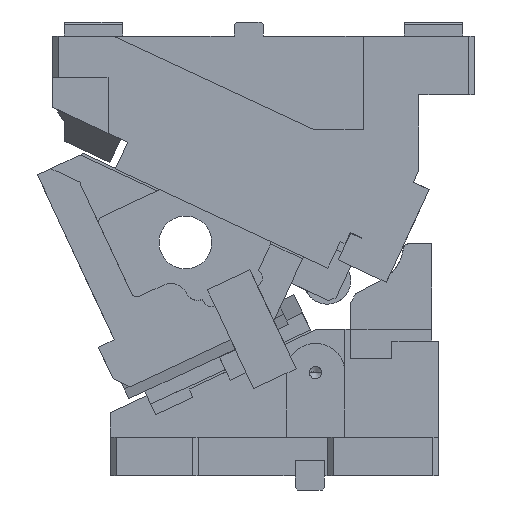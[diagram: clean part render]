
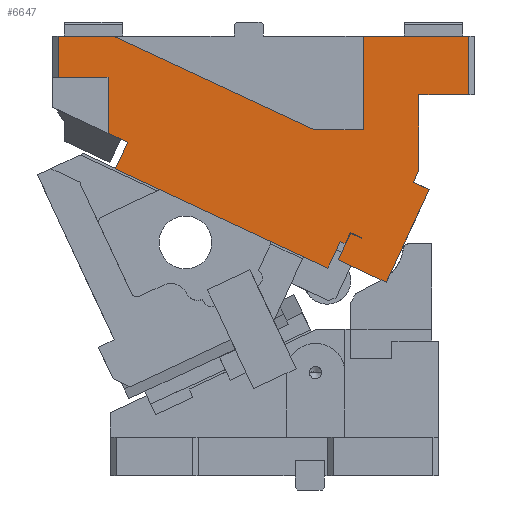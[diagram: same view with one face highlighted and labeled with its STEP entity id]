
A CAD part, left-side view. The second image highlights one B-rep face of the part: STEP entity #6647.
In plain terms, the highlighted planar face has unit normal (-1, 0, 0).
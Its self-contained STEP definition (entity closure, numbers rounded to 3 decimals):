
#1723=CARTESIAN_POINT('Line Origine',(-50.317,4049.194,-86.675)) ;
#1727=CARTESIAN_POINT('Vertex',(-50.317,4057.619,-82.747)) ;
#1729=CARTESIAN_POINT('Vertex',(-50.317,4040.77,-90.604)) ;
#2286=CARTESIAN_POINT('Vertex',(-50.317,4100.119,0.)) ;
#2289=CARTESIAN_POINT('Line Origine',(-50.317,4076.496,0.)) ;
#2293=CARTESIAN_POINT('Vertex',(-50.317,4052.873,0.)) ;
#2883=CARTESIAN_POINT('Vertex',(-50.317,3750.119,-50.)) ;
#2886=CARTESIAN_POINT('Line Origine',(-50.317,3771.369,-50.)) ;
#2890=CARTESIAN_POINT('Vertex',(-50.317,3792.619,-50.)) ;
#3163=CARTESIAN_POINT('Line Origine',(-50.317,3792.619,-82.249)) ;
#3167=CARTESIAN_POINT('Vertex',(-50.317,3792.619,-114.499)) ;
#3299=CARTESIAN_POINT('Line Origine',(-50.317,3794.989,-119.582)) ;
#3303=CARTESIAN_POINT('Vertex',(-50.317,3797.359,-124.665)) ;
#3338=CARTESIAN_POINT('Line Origine',(-50.317,3790.562,-127.835)) ;
#3342=CARTESIAN_POINT('Vertex',(-50.317,3783.764,-131.004)) ;
#3481=CARTESIAN_POINT('Vertex',(-50.317,4057.619,-35.)) ;
#3489=CARTESIAN_POINT('Line Origine',(-50.317,4057.619,-58.874)) ;
#3575=CARTESIAN_POINT('Vertex',(-50.317,4051.335,-113.261)) ;
#3578=CARTESIAN_POINT('Line Origine',(-50.317,4046.053,-101.933)) ;
#3944=CARTESIAN_POINT('Vertex',(-50.317,4100.119,-35.)) ;
#3947=CARTESIAN_POINT('Line Origine',(-50.317,4100.119,-17.5)) ;
#3971=CARTESIAN_POINT('Line Origine',(-50.317,3967.093,-40.)) ;
#3975=CARTESIAN_POINT('Vertex',(-50.317,3881.312,-80.)) ;
#4742=CARTESIAN_POINT('Vertex',(-50.317,3750.119,0.)) ;
#4745=CARTESIAN_POINT('Line Origine',(-50.317,3750.119,-25.)) ;
#5034=CARTESIAN_POINT('Vertex',(-50.317,3841.688,-172.404)) ;
#5037=CARTESIAN_POINT('Line Origine',(-50.317,3841.582,-172.177)) ;
#5041=CARTESIAN_POINT('Vertex',(-50.317,3841.476,-171.95)) ;
#5077=CARTESIAN_POINT('Line Origine',(-50.317,3846.234,-169.732)) ;
#5081=CARTESIAN_POINT('Vertex',(-50.317,3850.993,-167.513)) ;
#5108=CARTESIAN_POINT('Line Origine',(-50.317,3853.211,-172.271)) ;
#5112=CARTESIAN_POINT('Vertex',(-50.317,3855.43,-177.029)) ;
#5137=CARTESIAN_POINT('Line Origine',(-50.317,3857.469,-176.078)) ;
#5141=CARTESIAN_POINT('Vertex',(-50.317,3859.508,-175.127)) ;
#5160=CARTESIAN_POINT('Vertex',(-50.317,3870.074,-197.785)) ;
#5170=CARTESIAN_POINT('Line Origine',(-50.317,3864.791,-186.456)) ;
#5224=CARTESIAN_POINT('Line Origine',(-50.317,3802.148,-170.429)) ;
#5228=CARTESIAN_POINT('Vertex',(-50.317,3820.532,-209.853)) ;
#5367=CARTESIAN_POINT('Line Origine',(-50.317,3840.924,-200.344)) ;
#5371=CARTESIAN_POINT('Vertex',(-50.317,3861.316,-190.835)) ;
#5398=CARTESIAN_POINT('Line Origine',(-50.317,3856.033,-179.506)) ;
#5402=CARTESIAN_POINT('Vertex',(-50.317,3850.751,-168.177)) ;
#5434=CARTESIAN_POINT('Line Origine',(-50.317,3846.219,-170.291)) ;
#5446=CARTESIAN_POINT('Line Origine',(-50.317,3960.705,-155.523)) ;
#5463=CARTESIAN_POINT('Line Origine',(-50.317,4078.869,-35.)) ;
#5541=CARTESIAN_POINT('Line Origine',(-50.317,3860.715,-80.)) ;
#5545=CARTESIAN_POINT('Vertex',(-50.317,3840.119,-80.)) ;
#5565=CARTESIAN_POINT('Line Origine',(-50.317,3840.119,-40.)) ;
#5569=CARTESIAN_POINT('Vertex',(-50.317,3840.119,0.)) ;
#5622=CARTESIAN_POINT('Line Origine',(-50.317,3795.119,0.)) ;
#6615=CARTESIAN_POINT('Axis2P3D Location',(-50.317,3931.538,-76.944)) ;
#1724=DIRECTION('Vector Direction',(0.,-0.906,-0.423)) ;
#2290=DIRECTION('Vector Direction',(0.,-1.,0.)) ;
#2887=DIRECTION('Vector Direction',(0.,1.,0.)) ;
#3164=DIRECTION('Vector Direction',(0.,0.,-1.)) ;
#3300=DIRECTION('Vector Direction',(0.,-0.423,0.906)) ;
#3339=DIRECTION('Vector Direction',(0.,0.906,0.423)) ;
#3490=DIRECTION('Vector Direction',(0.,0.,-1.)) ;
#3579=DIRECTION('Vector Direction',(0.,-0.423,0.906)) ;
#3948=DIRECTION('Vector Direction',(0.,0.,1.)) ;
#3972=DIRECTION('Vector Direction',(0.,0.906,0.423)) ;
#4746=DIRECTION('Vector Direction',(0.,0.,-1.)) ;
#5038=DIRECTION('Vector Direction',(0.,0.423,-0.906)) ;
#5078=DIRECTION('Vector Direction',(0.,-0.906,-0.423)) ;
#5109=DIRECTION('Vector Direction',(0.,-0.423,0.906)) ;
#5138=DIRECTION('Vector Direction',(0.,-0.906,-0.423)) ;
#5171=DIRECTION('Vector Direction',(0.,-0.423,0.906)) ;
#5225=DIRECTION('Vector Direction',(0.,0.423,-0.906)) ;
#5368=DIRECTION('Vector Direction',(0.,-0.906,-0.423)) ;
#5399=DIRECTION('Vector Direction',(0.,-0.423,0.906)) ;
#5435=DIRECTION('Vector Direction',(0.,-0.906,-0.423)) ;
#5447=DIRECTION('Vector Direction',(0.,-0.906,-0.423)) ;
#5464=DIRECTION('Vector Direction',(0.,-1.,0.)) ;
#5542=DIRECTION('Vector Direction',(0.,1.,0.)) ;
#5566=DIRECTION('Vector Direction',(0.,0.,-1.)) ;
#5623=DIRECTION('Vector Direction',(0.,-1.,0.)) ;
#6616=DIRECTION('Axis2P3D Direction',(1.,0.,0.)) ;
#6617=DIRECTION('Axis2P3D XDirection',(0.,1.,0.)) ;
#6618=AXIS2_PLACEMENT_3D('Plane Axis2P3D',#6615,#6616,#6617) ;
#6621=ORIENTED_EDGE('',*,*,#3305,.T.) ;
#6622=ORIENTED_EDGE('',*,*,#3169,.F.) ;
#6623=ORIENTED_EDGE('',*,*,#2892,.F.) ;
#6624=ORIENTED_EDGE('',*,*,#4749,.F.) ;
#6625=ORIENTED_EDGE('',*,*,#5626,.F.) ;
#6626=ORIENTED_EDGE('',*,*,#5571,.T.) ;
#6627=ORIENTED_EDGE('',*,*,#5547,.T.) ;
#6628=ORIENTED_EDGE('',*,*,#3977,.T.) ;
#6629=ORIENTED_EDGE('',*,*,#2295,.F.) ;
#6630=ORIENTED_EDGE('',*,*,#3951,.F.) ;
#6631=ORIENTED_EDGE('',*,*,#5467,.T.) ;
#6632=ORIENTED_EDGE('',*,*,#3493,.T.) ;
#6633=ORIENTED_EDGE('',*,*,#1731,.T.) ;
#6634=ORIENTED_EDGE('',*,*,#3582,.F.) ;
#6635=ORIENTED_EDGE('',*,*,#5450,.T.) ;
#6636=ORIENTED_EDGE('',*,*,#5174,.T.) ;
#6637=ORIENTED_EDGE('',*,*,#5143,.T.) ;
#6638=ORIENTED_EDGE('',*,*,#5114,.T.) ;
#6639=ORIENTED_EDGE('',*,*,#5083,.T.) ;
#6640=ORIENTED_EDGE('',*,*,#5043,.T.) ;
#6641=ORIENTED_EDGE('',*,*,#5438,.F.) ;
#6642=ORIENTED_EDGE('',*,*,#5404,.F.) ;
#6643=ORIENTED_EDGE('',*,*,#5373,.T.) ;
#6644=ORIENTED_EDGE('',*,*,#5230,.F.) ;
#6645=ORIENTED_EDGE('',*,*,#3344,.T.) ;
#1725=VECTOR('Line Direction',#1724,1.) ;
#2291=VECTOR('Line Direction',#2290,1.) ;
#2888=VECTOR('Line Direction',#2887,1.) ;
#3165=VECTOR('Line Direction',#3164,1.) ;
#3301=VECTOR('Line Direction',#3300,1.) ;
#3340=VECTOR('Line Direction',#3339,1.) ;
#3491=VECTOR('Line Direction',#3490,1.) ;
#3580=VECTOR('Line Direction',#3579,1.) ;
#3949=VECTOR('Line Direction',#3948,1.) ;
#3973=VECTOR('Line Direction',#3972,1.) ;
#4747=VECTOR('Line Direction',#4746,1.) ;
#5039=VECTOR('Line Direction',#5038,1.) ;
#5079=VECTOR('Line Direction',#5078,1.) ;
#5110=VECTOR('Line Direction',#5109,1.) ;
#5139=VECTOR('Line Direction',#5138,1.) ;
#5172=VECTOR('Line Direction',#5171,1.) ;
#5226=VECTOR('Line Direction',#5225,1.) ;
#5369=VECTOR('Line Direction',#5368,1.) ;
#5400=VECTOR('Line Direction',#5399,1.) ;
#5436=VECTOR('Line Direction',#5435,1.) ;
#5448=VECTOR('Line Direction',#5447,1.) ;
#5465=VECTOR('Line Direction',#5464,1.) ;
#5543=VECTOR('Line Direction',#5542,1.) ;
#5567=VECTOR('Line Direction',#5566,1.) ;
#5624=VECTOR('Line Direction',#5623,1.) ;
#6647=ADVANCED_FACE('CAM HOLDER',(#6646),#6619,.F.) ;
#1731=EDGE_CURVE('',#1728,#1730,#1726,.T.) ;
#2295=EDGE_CURVE('',#2287,#2294,#2292,.T.) ;
#2892=EDGE_CURVE('',#2884,#2891,#2889,.T.) ;
#3169=EDGE_CURVE('',#2891,#3168,#3166,.T.) ;
#3305=EDGE_CURVE('',#3304,#3168,#3302,.T.) ;
#3344=EDGE_CURVE('',#3343,#3304,#3341,.T.) ;
#3493=EDGE_CURVE('',#3482,#1728,#3492,.T.) ;
#3582=EDGE_CURVE('',#3576,#1730,#3581,.T.) ;
#3951=EDGE_CURVE('',#3945,#2287,#3950,.T.) ;
#3977=EDGE_CURVE('',#3976,#2294,#3974,.T.) ;
#4749=EDGE_CURVE('',#4743,#2884,#4748,.T.) ;
#5043=EDGE_CURVE('',#5042,#5035,#5040,.T.) ;
#5083=EDGE_CURVE('',#5082,#5042,#5080,.T.) ;
#5114=EDGE_CURVE('',#5113,#5082,#5111,.T.) ;
#5143=EDGE_CURVE('',#5142,#5113,#5140,.T.) ;
#5174=EDGE_CURVE('',#5161,#5142,#5173,.T.) ;
#5230=EDGE_CURVE('',#3343,#5229,#5227,.T.) ;
#5373=EDGE_CURVE('',#5372,#5229,#5370,.T.) ;
#5404=EDGE_CURVE('',#5372,#5403,#5401,.T.) ;
#5438=EDGE_CURVE('',#5403,#5035,#5437,.T.) ;
#5450=EDGE_CURVE('',#3576,#5161,#5449,.T.) ;
#5467=EDGE_CURVE('',#3945,#3482,#5466,.T.) ;
#5547=EDGE_CURVE('',#5546,#3976,#5544,.T.) ;
#5571=EDGE_CURVE('',#5570,#5546,#5568,.T.) ;
#5626=EDGE_CURVE('',#5570,#4743,#5625,.T.) ;
#6620=EDGE_LOOP('',(#6621,#6622,#6623,#6624,#6625,#6626,#6627,#6628,#6629,#6630,#6631,#6632,#6633,#6634,#6635,#6636,#6637,#6638,#6639,#6640,#6641,#6642,#6643,#6644,#6645)) ;
#6646=FACE_OUTER_BOUND('',#6620,.T.) ;
#1726=LINE('Line',#1723,#1725) ;
#2292=LINE('Line',#2289,#2291) ;
#2889=LINE('Line',#2886,#2888) ;
#3166=LINE('Line',#3163,#3165) ;
#3302=LINE('Line',#3299,#3301) ;
#3341=LINE('Line',#3338,#3340) ;
#3492=LINE('Line',#3489,#3491) ;
#3581=LINE('Line',#3578,#3580) ;
#3950=LINE('Line',#3947,#3949) ;
#3974=LINE('Line',#3971,#3973) ;
#4748=LINE('Line',#4745,#4747) ;
#5040=LINE('Line',#5037,#5039) ;
#5080=LINE('Line',#5077,#5079) ;
#5111=LINE('Line',#5108,#5110) ;
#5140=LINE('Line',#5137,#5139) ;
#5173=LINE('Line',#5170,#5172) ;
#5227=LINE('Line',#5224,#5226) ;
#5370=LINE('Line',#5367,#5369) ;
#5401=LINE('Line',#5398,#5400) ;
#5437=LINE('Line',#5434,#5436) ;
#5449=LINE('Line',#5446,#5448) ;
#5466=LINE('Line',#5463,#5465) ;
#5544=LINE('Line',#5541,#5543) ;
#5568=LINE('Line',#5565,#5567) ;
#5625=LINE('Line',#5622,#5624) ;
#6619=PLANE('Plane',#6618) ;
#1728=VERTEX_POINT('',#1727) ;
#1730=VERTEX_POINT('',#1729) ;
#2287=VERTEX_POINT('',#2286) ;
#2294=VERTEX_POINT('',#2293) ;
#2884=VERTEX_POINT('',#2883) ;
#2891=VERTEX_POINT('',#2890) ;
#3168=VERTEX_POINT('',#3167) ;
#3304=VERTEX_POINT('',#3303) ;
#3343=VERTEX_POINT('',#3342) ;
#3482=VERTEX_POINT('',#3481) ;
#3576=VERTEX_POINT('',#3575) ;
#3945=VERTEX_POINT('',#3944) ;
#3976=VERTEX_POINT('',#3975) ;
#4743=VERTEX_POINT('',#4742) ;
#5035=VERTEX_POINT('',#5034) ;
#5042=VERTEX_POINT('',#5041) ;
#5082=VERTEX_POINT('',#5081) ;
#5113=VERTEX_POINT('',#5112) ;
#5142=VERTEX_POINT('',#5141) ;
#5161=VERTEX_POINT('',#5160) ;
#5229=VERTEX_POINT('',#5228) ;
#5372=VERTEX_POINT('',#5371) ;
#5403=VERTEX_POINT('',#5402) ;
#5546=VERTEX_POINT('',#5545) ;
#5570=VERTEX_POINT('',#5569) ;
